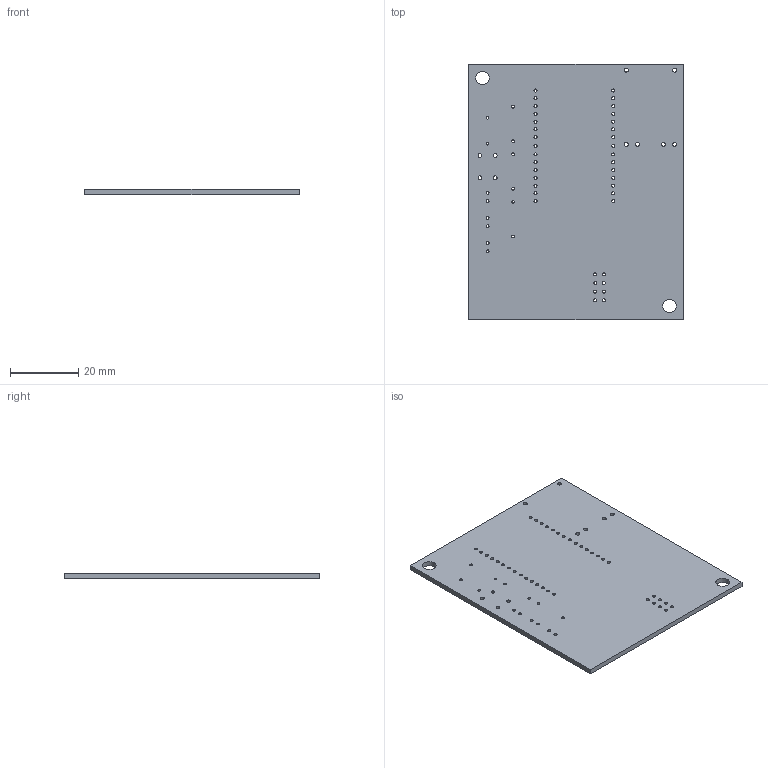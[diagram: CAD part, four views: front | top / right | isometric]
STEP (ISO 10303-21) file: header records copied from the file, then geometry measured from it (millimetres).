
FILE_DESCRIPTION(('KiCad electronic assembly'),'2;1');
FILE_NAME('ble_jammer_2.4ghz.step','2025-09-06T17:23:30',('Pcbnew'),( 'Kicad'),'Open CASCADE STEP processor 7.9','KiCad to STEP converter' ,'Unknown');
FILE_SCHEMA(('AUTOMOTIVE_DESIGN { 1 0 10303 214 1 1 1 1 }'));
Length unit declared in the file: millimetre
Products named in the file (2): ble_jammer_2.4ghz 1; ble_jammer_2.4ghz_PCB
Assembly tree (1 placements, depth 2):
  ble_jammer_2.4ghz 1
    ble_jammer_2.4ghz_PCB
Bounding box: 63 x 75 x 1.51 mm (x, y, z)
Volume: 7032.5 mm3; surface area: 10042.5 mm2
Topology: 1 solids, 1 shells, 70 faces, 204 edges, 136 vertices
Faces by surface type: cylinder 64, plane 6
Full cylindrical faces by diameter (mm): 0.8 x8, 0.9 x44, 1.1 x4, 1.2 x6, 4 x2
Entity records: 2689 total; most frequent: DIRECTION 476, CARTESIAN_POINT 412, ORIENTED_EDGE 408, EDGE_CURVE 204, AXIS2_PLACEMENT_3D 200, FACE_BOUND 198, EDGE_LOOP 198, VERTEX_POINT 136
